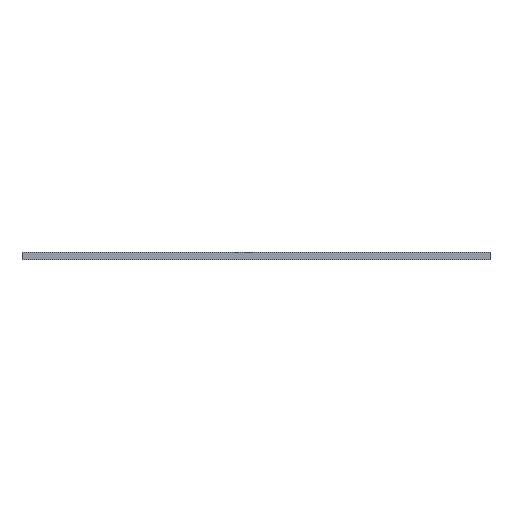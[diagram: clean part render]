
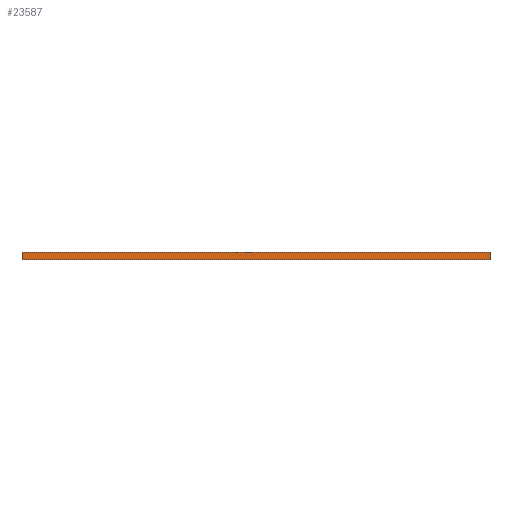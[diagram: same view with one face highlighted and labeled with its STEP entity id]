
A CAD part, left-side view. The second image highlights one B-rep face of the part: STEP entity #23587.
In plain terms, the highlighted planar face has unit normal (-1, 0, 0).
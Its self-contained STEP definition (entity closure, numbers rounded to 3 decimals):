
#20542 = VERTEX_POINT('',#20543);
#20543 = CARTESIAN_POINT('',(144.,-50.,0.));
#20549 = EDGE_CURVE('',#20550,#20542,#20552,.T.);
#20550 = VERTEX_POINT('',#20551);
#20551 = CARTESIAN_POINT('',(144.,-144.,0.));
#20552 = LINE('',#20553,#20554);
#20553 = CARTESIAN_POINT('',(144.,-144.,0.));
#20554 = VECTOR('',#20555,1.);
#20555 = DIRECTION('',(0.,1.,0.));
#22051 = VERTEX_POINT('',#22052);
#22052 = CARTESIAN_POINT('',(144.,-50.,1.51));
#22058 = EDGE_CURVE('',#22059,#22051,#22061,.T.);
#22059 = VERTEX_POINT('',#22060);
#22060 = CARTESIAN_POINT('',(144.,-144.,1.51));
#22061 = LINE('',#22062,#22063);
#22062 = CARTESIAN_POINT('',(144.,-144.,1.51));
#22063 = VECTOR('',#22064,1.);
#22064 = DIRECTION('',(0.,1.,0.));
#23557 = EDGE_CURVE('',#20542,#22051,#23558,.T.);
#23558 = LINE('',#23559,#23560);
#23559 = CARTESIAN_POINT('',(144.,-50.,0.));
#23560 = VECTOR('',#23561,1.);
#23561 = DIRECTION('',(0.,0.,1.));
#23587 = ADVANCED_FACE('',(#23588),#23599,.T.);
#23588 = FACE_BOUND('',#23589,.T.);
#23589 = EDGE_LOOP('',(#23590,#23596,#23597,#23598));
#23590 = ORIENTED_EDGE('',*,*,#23591,.T.);
#23591 = EDGE_CURVE('',#20550,#22059,#23592,.T.);
#23592 = LINE('',#23593,#23594);
#23593 = CARTESIAN_POINT('',(144.,-144.,0.));
#23594 = VECTOR('',#23595,1.);
#23595 = DIRECTION('',(0.,0.,1.));
#23596 = ORIENTED_EDGE('',*,*,#22058,.T.);
#23597 = ORIENTED_EDGE('',*,*,#23557,.F.);
#23598 = ORIENTED_EDGE('',*,*,#20549,.F.);
#23599 = PLANE('',#23600);
#23600 = AXIS2_PLACEMENT_3D('',#23601,#23602,#23603);
#23601 = CARTESIAN_POINT('',(144.,-144.,0.));
#23602 = DIRECTION('',(-1.,0.,0.));
#23603 = DIRECTION('',(0.,1.,0.));
